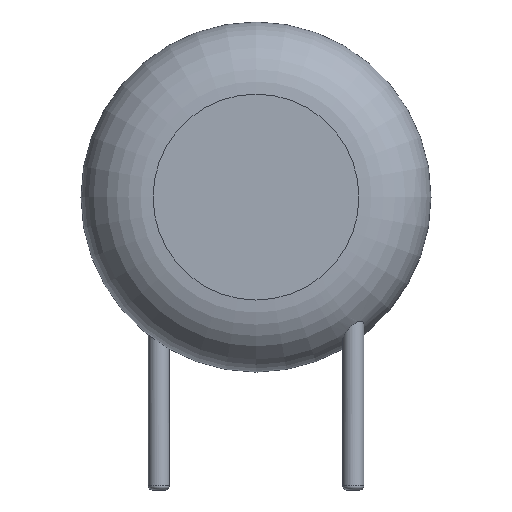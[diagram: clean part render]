
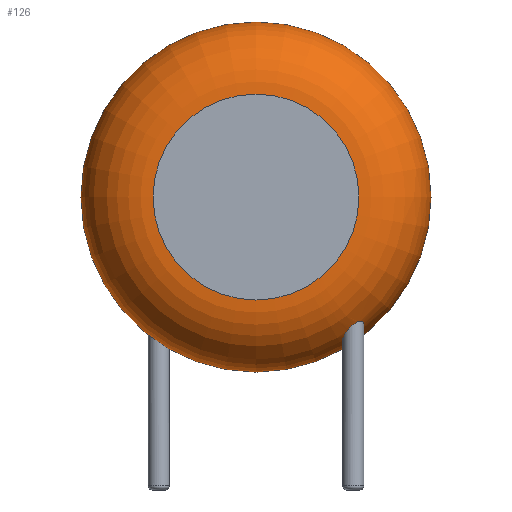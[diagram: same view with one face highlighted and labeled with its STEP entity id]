
A CAD part, front view. The second image highlights one B-rep face of the part: STEP entity #126.
In plain terms, the highlighted toroidal (fillet/blend) face has major radius 2.646 mm and minor radius 1.854 mm.
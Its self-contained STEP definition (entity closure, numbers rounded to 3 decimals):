
#24=VERTEX_POINT('',#25);
#25=CARTESIAN_POINT('',(7.,-0.946,4.53));
#29=DIRECTION('',(0.,-1.,0.));
#30=ORIENTED_EDGE('',*,*,#31,.T.);
#31=EDGE_CURVE('',#24,#24,#32,.T.);
#32=CIRCLE('',#33,4.5);
#33=AXIS2_PLACEMENT_3D('',#34,#29,#35);
#34=CARTESIAN_POINT('',(2.5,-0.946,4.53));
#35=DIRECTION('',(1.,0.,0.));
#126=ADVANCED_FACE('',(#127,#143),#215,.T.);
#127=FACE_BOUND('',#128,.T.);
#128=EDGE_LOOP('',(#30,#129,#137,#142));
#129=ORIENTED_EDGE('',*,*,#130,.T.);
#130=EDGE_CURVE('',#24,#131,#133,.T.);
#131=VERTEX_POINT('',#132);
#132=CARTESIAN_POINT('',(5.146,-2.8,4.53));
#133=CIRCLE('',#134,1.854);
#134=AXIS2_PLACEMENT_3D('',#135,#136,#35);
#135=CARTESIAN_POINT('',(5.146,-0.946,4.53));
#136=DIRECTION('',(0.,0.,-1.));
#137=ORIENTED_EDGE('',*,*,#138,.F.);
#138=EDGE_CURVE('',#131,#131,#139,.T.);
#139=CIRCLE('',#140,2.646);
#140=AXIS2_PLACEMENT_3D('',#141,#29,#35);
#141=CARTESIAN_POINT('',(2.5,-2.8,4.53));
#142=ORIENTED_EDGE('',*,*,#130,.F.);
#143=FACE_BOUND('',#144,.T.);
#144=EDGE_LOOP('',(#145,#164));
#145=ORIENTED_EDGE('',*,*,#146,.T.);
#146=EDGE_CURVE('',#147,#149,#151,.T.);
#147=VERTEX_POINT('',#148);
#148=CARTESIAN_POINT('',(5.27,-1.8,1.252));
#149=VERTEX_POINT('',#150);
#150=CARTESIAN_POINT('',(4.983,-1.531,0.891));
#151=B_SPLINE_CURVE_WITH_KNOTS('',7,(#148,#152,#153,#154,#155,#156,#157,#158,#159,#160,#161,#162,#163,#150),.UNSPECIFIED.,.F.,.F.,(8,6,8),(0.,0.41,1.),.UNSPECIFIED.);
#152=CARTESIAN_POINT('',(5.27,-1.774,1.234));
#153=CARTESIAN_POINT('',(5.267,-1.749,1.216));
#154=CARTESIAN_POINT('',(5.262,-1.724,1.196));
#155=CARTESIAN_POINT('',(5.253,-1.7,1.175));
#156=CARTESIAN_POINT('',(5.243,-1.677,1.153));
#157=CARTESIAN_POINT('',(5.229,-1.655,1.131));
#158=CARTESIAN_POINT('',(5.192,-1.606,1.076));
#159=CARTESIAN_POINT('',(5.165,-1.581,1.043));
#160=CARTESIAN_POINT('',(5.134,-1.559,1.01));
#161=CARTESIAN_POINT('',(5.099,-1.543,0.977));
#162=CARTESIAN_POINT('',(5.061,-1.532,0.946));
#163=CARTESIAN_POINT('',(5.022,-1.528,0.916));
#164=ORIENTED_EDGE('',*,*,#165,.T.);
#165=EDGE_CURVE('',#149,#147,#166,.T.);
#166=B_SPLINE_CURVE_WITH_KNOTS('',7,(#150,#167,#168,#169,#170,#171,#172,#173,#174,#175,#176,#177,#178,#179,#180,#181,#182,#183,#184,#185,#186,#187,#188,#189,#190,#191,#192,#193,#194,#195,#196,#197,#198,#199,#200,#201,#202,#203,#204,#205,#206,#207,#208,#209,#210,#211,#212,#213,#214,#148),.UNSPECIFIED.,.F.,.F.,(8,6,6,6,6,6,6,6,8),(0.,0.193,0.302,0.357,0.508,0.652,0.784,0.906,1.),.UNSPECIFIED.);
#167=CARTESIAN_POINT('',(4.947,-1.533,0.867));
#168=CARTESIAN_POINT('',(4.911,-1.541,0.847));
#169=CARTESIAN_POINT('',(4.877,-1.554,0.83));
#170=CARTESIAN_POINT('',(4.844,-1.573,0.817));
#171=CARTESIAN_POINT('',(4.816,-1.597,0.809));
#172=CARTESIAN_POINT('',(4.792,-1.625,0.807));
#173=CARTESIAN_POINT('',(4.761,-1.672,0.811));
#174=CARTESIAN_POINT('',(4.752,-1.69,0.815));
#175=CARTESIAN_POINT('',(4.744,-1.708,0.82));
#176=CARTESIAN_POINT('',(4.738,-1.727,0.826));
#177=CARTESIAN_POINT('',(4.734,-1.747,0.834));
#178=CARTESIAN_POINT('',(4.731,-1.766,0.844));
#179=CARTESIAN_POINT('',(4.73,-1.795,0.86));
#180=CARTESIAN_POINT('',(4.73,-1.805,0.866));
#181=CARTESIAN_POINT('',(4.73,-1.814,0.872));
#182=CARTESIAN_POINT('',(4.731,-1.824,0.878));
#183=CARTESIAN_POINT('',(4.732,-1.833,0.885));
#184=CARTESIAN_POINT('',(4.733,-1.843,0.892));
#185=CARTESIAN_POINT('',(4.74,-1.877,0.919));
#186=CARTESIAN_POINT('',(4.748,-1.902,0.94));
#187=CARTESIAN_POINT('',(4.758,-1.925,0.964));
#188=CARTESIAN_POINT('',(4.771,-1.947,0.988));
#189=CARTESIAN_POINT('',(4.786,-1.967,1.014));
#190=CARTESIAN_POINT('',(4.802,-1.986,1.04));
#191=CARTESIAN_POINT('',(4.839,-2.018,1.091));
#192=CARTESIAN_POINT('',(4.859,-2.032,1.117));
#193=CARTESIAN_POINT('',(4.88,-2.044,1.142));
#194=CARTESIAN_POINT('',(4.903,-2.054,1.167));
#195=CARTESIAN_POINT('',(4.927,-2.062,1.192));
#196=CARTESIAN_POINT('',(4.952,-2.067,1.215));
#197=CARTESIAN_POINT('',(5.001,-2.071,1.256));
#198=CARTESIAN_POINT('',(5.025,-2.071,1.274));
#199=CARTESIAN_POINT('',(5.05,-2.068,1.29));
#200=CARTESIAN_POINT('',(5.074,-2.062,1.304));
#201=CARTESIAN_POINT('',(5.098,-2.054,1.315));
#202=CARTESIAN_POINT('',(5.121,-2.043,1.324));
#203=CARTESIAN_POINT('',(5.161,-2.018,1.334));
#204=CARTESIAN_POINT('',(5.18,-2.004,1.336));
#205=CARTESIAN_POINT('',(5.196,-1.988,1.336));
#206=CARTESIAN_POINT('',(5.212,-1.971,1.334));
#207=CARTESIAN_POINT('',(5.225,-1.952,1.329));
#208=CARTESIAN_POINT('',(5.236,-1.933,1.323));
#209=CARTESIAN_POINT('',(5.252,-1.898,1.308));
#210=CARTESIAN_POINT('',(5.258,-1.882,1.301));
#211=CARTESIAN_POINT('',(5.263,-1.866,1.293));
#212=CARTESIAN_POINT('',(5.267,-1.849,1.283));
#213=CARTESIAN_POINT('',(5.269,-1.833,1.274));
#214=CARTESIAN_POINT('',(5.27,-1.816,1.263));
#215=TOROIDAL_SURFACE('',#33,2.646,1.854);
